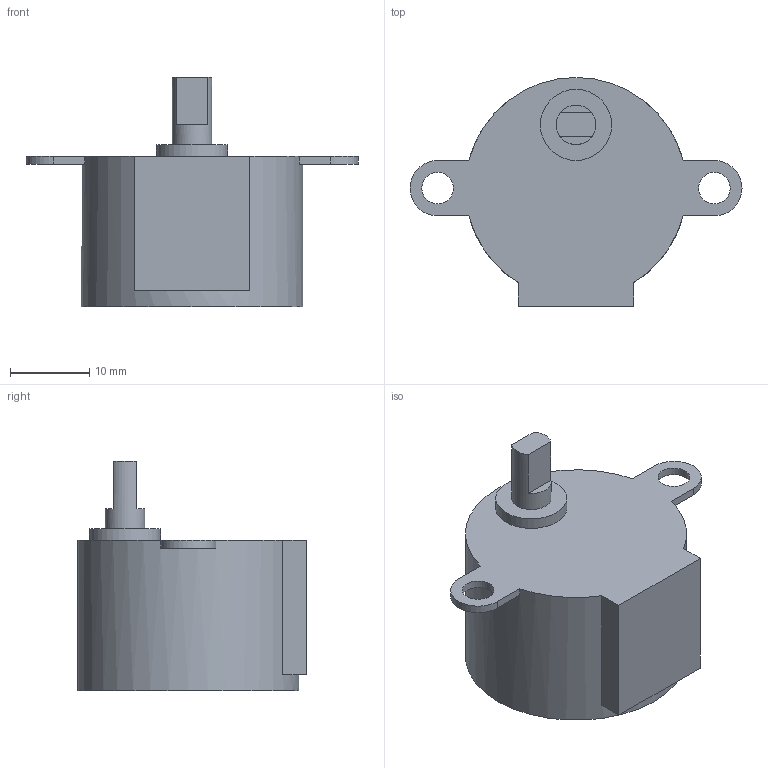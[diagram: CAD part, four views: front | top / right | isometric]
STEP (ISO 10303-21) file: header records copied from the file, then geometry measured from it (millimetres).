
FILE_DESCRIPTION(/* description */ ('Unknown'),/* implementation_level */ '2;1');
FILE_NAME(/* name */ 'StepperMotor',/* time_stamp */ '2024-09-07T17:17:52+01:00',/* author */ ('Unknown'),/* organization */ ('Unknown'),/* preprocessor_version */ 'ST-DEVELOPER v16.7',/* originating_system */ 'DEX',/* authorisation */ $);
FILE_SCHEMA (('AUTOMOTIVE_DESIGN {1 0 10303 214 3 1 1}'));
Length unit declared in the file: millimetre
Products named in the file (1): StepperMotor
Bounding box: 42 x 28.95 x 29 mm (x, y, z)
Volume: 12391.9 mm3; surface area: 3384.8 mm2
Topology: 1 solids, 1 shells, 25 faces, 63 edges, 42 vertices
Faces by surface type: plane 18, cylinder 7
Full cylindrical faces by diameter (mm): 4 x2, 5 x1, 9 x1, 28 x1
Entity records: 754 total; most frequent: DIRECTION 130, CARTESIAN_POINT 122, ORIENTED_EDGE 112, EDGE_CURVE 56, AXIS2_PLACEMENT_3D 48, VERTEX_POINT 40, EDGE_LOOP 36, FACE_BOUND 36
